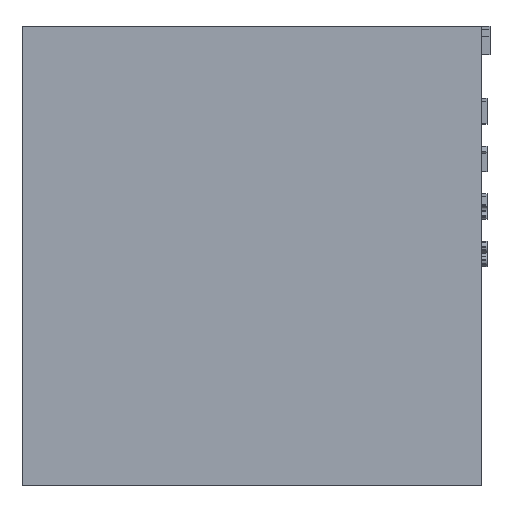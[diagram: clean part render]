
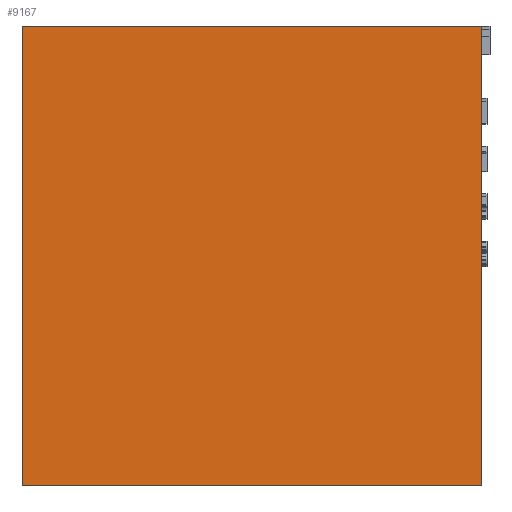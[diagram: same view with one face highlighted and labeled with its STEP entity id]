
A CAD part, left-side view. The second image highlights one B-rep face of the part: STEP entity #9167.
In plain terms, the highlighted planar face has unit normal (-1, 0, 0).
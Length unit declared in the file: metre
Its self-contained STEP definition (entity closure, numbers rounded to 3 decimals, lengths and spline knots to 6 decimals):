
#1368=ORIENTED_EDGE('',*,*,#4262,.T.);
#1369=ORIENTED_EDGE('',*,*,#4143,.F.);
#1370=ORIENTED_EDGE('',*,*,#4263,.F.);
#1371=ORIENTED_EDGE('',*,*,#4259,.T.);
#4143=EDGE_CURVE('',#5590,#5591,#6377,.T.);
#4259=EDGE_CURVE('',#5707,#5705,#6433,.T.);
#4262=EDGE_CURVE('',#5705,#5591,#6436,.T.);
#4263=EDGE_CURVE('',#5707,#5590,#6437,.T.);
#5590=VERTEX_POINT('',#11998);
#5591=VERTEX_POINT('',#12000);
#5705=VERTEX_POINT('',#12354);
#5707=VERTEX_POINT('',#12357);
#6377=LINE('',#11999,#7180);
#6433=LINE('',#12356,#7236);
#6436=LINE('',#12362,#7239);
#6437=LINE('',#12363,#7240);
#7180=VECTOR('',#9999,1.);
#7236=VECTOR('',#10065,1.);
#7239=VECTOR('',#10070,1.);
#7240=VECTOR('',#10071,1.);
#7900=EDGE_LOOP('',(#1368,#1369,#1370,#1371));
#8441=FACE_BOUND('',#7900,.T.);
#8967=PLANE('',#9695);
#9167=ADVANCED_FACE('',(#8441),#8967,.F.);
#9695=AXIS2_PLACEMENT_3D('',#12361,#10068,#10069);
#9999=DIRECTION('',(0.,0.,-1.));
#10065=DIRECTION('',(0.,0.,-1.));
#10068=DIRECTION('',(1.,0.,0.));
#10069=DIRECTION('',(0.,0.,-1.));
#10070=DIRECTION('',(0.,-1.,0.));
#10071=DIRECTION('',(0.,-1.,0.));
#11998=CARTESIAN_POINT('',(-0.727801,-0.024814,0.4064));
#11999=CARTESIAN_POINT('',(-0.727801,-0.024814,0.4064));
#12000=CARTESIAN_POINT('',(-0.727801,-0.024814,0.));
#12354=CARTESIAN_POINT('',(-0.727801,0.381586,0.));
#12356=CARTESIAN_POINT('',(-0.727801,0.381586,0.4064));
#12357=CARTESIAN_POINT('',(-0.727801,0.381586,0.4064));
#12361=CARTESIAN_POINT('',(-0.727801,0.178386,0.4064));
#12362=CARTESIAN_POINT('',(-0.727801,0.178386,0.));
#12363=CARTESIAN_POINT('',(-0.727801,0.178386,0.4064));
